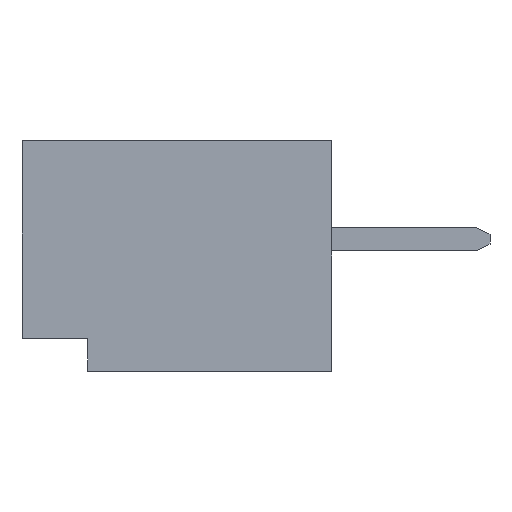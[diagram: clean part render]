
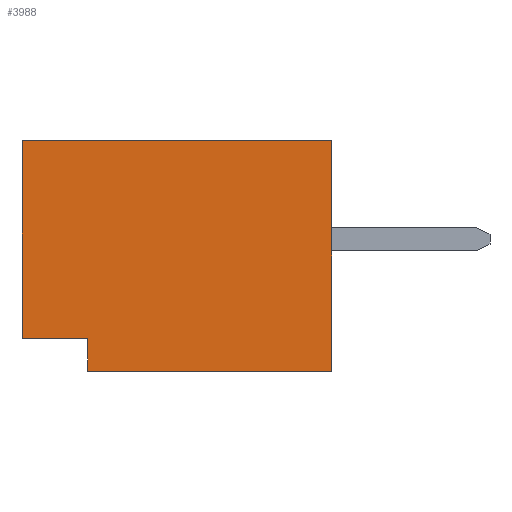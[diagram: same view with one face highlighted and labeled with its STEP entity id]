
A CAD part, left-side view. The second image highlights one B-rep face of the part: STEP entity #3988.
In plain terms, the highlighted planar face has unit normal (-1, 0, 0).
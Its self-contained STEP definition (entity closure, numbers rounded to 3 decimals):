
#250=DIRECTION('',(0.,1.,0.));
#251=VECTOR('',#250,1.);
#252=CARTESIAN_POINT('',(-4.,3.7,-1.25));
#253=LINE('',#252,#251);
#254=DIRECTION('',(0.,0.,1.));
#255=VECTOR('',#254,3.);
#256=CARTESIAN_POINT('',(-4.,4.7,-1.25));
#257=LINE('',#256,#255);
#258=DIRECTION('',(0.,0.,-1.));
#259=VECTOR('',#258,3.5);
#260=CARTESIAN_POINT('',(-4.,0.,1.75));
#261=LINE('',#260,#259);
#262=DIRECTION('',(0.,1.,0.));
#263=VECTOR('',#262,3.7);
#264=CARTESIAN_POINT('',(-4.,0.,-1.75));
#265=LINE('',#264,#263);
#266=DIRECTION('',(0.,0.,1.));
#267=VECTOR('',#266,0.5);
#268=CARTESIAN_POINT('',(-4.,3.7,-1.75));
#269=LINE('',#268,#267);
#2719=DIRECTION('',(0.,1.,0.));
#2720=VECTOR('',#2719,4.7);
#2721=CARTESIAN_POINT('',(-4.,0.,1.75));
#2722=LINE('',#2721,#2720);
#2819=CARTESIAN_POINT('',(-4.,3.7,-1.75));
#2820=VERTEX_POINT('',#2819);
#2821=CARTESIAN_POINT('',(-4.,0.,-1.75));
#2822=VERTEX_POINT('',#2821);
#2932=CARTESIAN_POINT('',(-4.,4.7,-1.25));
#2934=VERTEX_POINT('',#2932);
#2956=CARTESIAN_POINT('',(-4.,3.7,-1.25));
#2958=VERTEX_POINT('',#2956);
#2965=CARTESIAN_POINT('',(-4.,0.,1.75));
#2966=VERTEX_POINT('',#2965);
#3043=CARTESIAN_POINT('',(-4.,4.7,1.75));
#3044=VERTEX_POINT('',#3043);
#3971=CARTESIAN_POINT('',(-4.,2.35,0.));
#3972=DIRECTION('',(1.,0.,0.));
#3973=DIRECTION('',(0.,-1.,0.));
#3974=AXIS2_PLACEMENT_3D('',#3971,#3972,#3973);
#3975=PLANE('',#3974);
#3977=ORIENTED_EDGE('',*,*,#3976,.T.);
#3979=ORIENTED_EDGE('',*,*,#3978,.T.);
#3981=ORIENTED_EDGE('',*,*,#3980,.F.);
#3982=ORIENTED_EDGE('',*,*,#3964,.T.);
#3983=ORIENTED_EDGE('',*,*,#3636,.T.);
#3985=ORIENTED_EDGE('',*,*,#3984,.T.);
#3986=EDGE_LOOP('',(#3977,#3979,#3981,#3982,#3983,#3985));
#3987=FACE_OUTER_BOUND('',#3986,.F.);
#3636=EDGE_CURVE('',#2822,#2820,#265,.T.);
#3964=EDGE_CURVE('',#2966,#2822,#261,.T.);
#3976=EDGE_CURVE('',#2958,#2934,#253,.T.);
#3978=EDGE_CURVE('',#2934,#3044,#257,.T.);
#3980=EDGE_CURVE('',#2966,#3044,#2722,.T.);
#3984=EDGE_CURVE('',#2820,#2958,#269,.T.);
#3988=ADVANCED_FACE('',(#3987),#3975,.F.);
